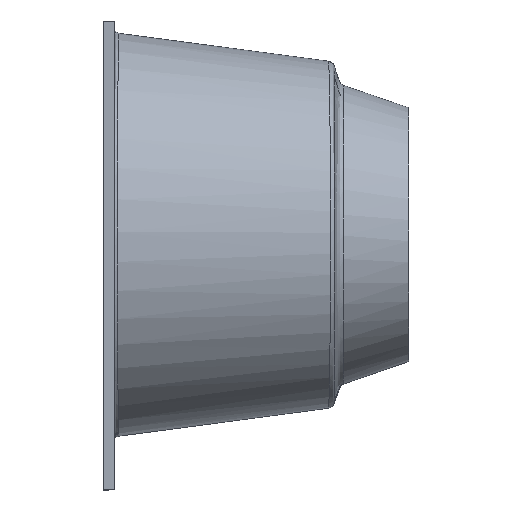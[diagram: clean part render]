
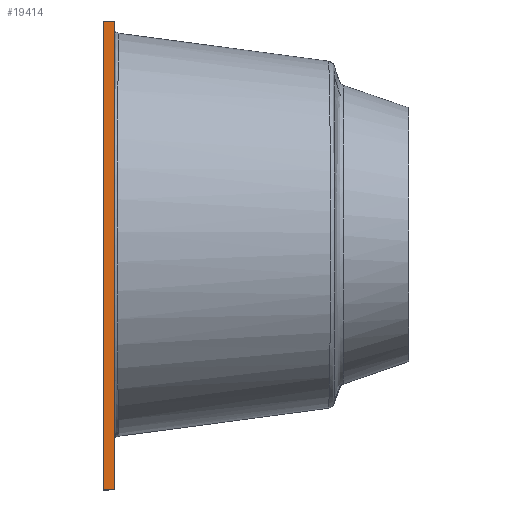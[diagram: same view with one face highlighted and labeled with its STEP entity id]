
A CAD part, left-side view. The second image highlights one B-rep face of the part: STEP entity #19414.
In plain terms, the highlighted planar face has unit normal (-1, 0, 0).
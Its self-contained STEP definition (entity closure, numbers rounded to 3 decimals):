
#2283 = CARTESIAN_POINT ( 'NONE',  ( -1200., 0., 700. ) ) ;
#2681 = ORIENTED_EDGE ( 'NONE', *, *, #17132, .T. ) ;
#2693 = CARTESIAN_POINT ( 'NONE',  ( -1200., 0., -501.774 ) ) ;
#2845 = DIRECTION ( 'NONE',  ( -1., 0., 0. ) ) ;
#3970 = VECTOR ( 'NONE', #17776, 1000. ) ;
#4607 = PLANE ( 'NONE',  #18252 ) ;
#5421 = VERTEX_POINT ( 'NONE', #2693 ) ;
#5712 = VERTEX_POINT ( 'NONE', #9236 ) ;
#6943 = CARTESIAN_POINT ( 'NONE',  ( -1200., -22., -501.774 ) ) ;
#7097 = LINE ( 'NONE', #16216, #16802 ) ;
#7466 = ORIENTED_EDGE ( 'NONE', *, *, #13247, .F. ) ;
#8023 = EDGE_CURVE ( 'NONE', #11556, #22011, #10403, .T. ) ;
#8117 = DIRECTION ( 'NONE',  ( 0., 0., 1. ) ) ;
#8358 = CARTESIAN_POINT ( 'NONE',  ( -1200., -40., 418.226 ) ) ;
#9236 = CARTESIAN_POINT ( 'NONE',  ( -1200., 0., 418.226 ) ) ;
#9828 = ORIENTED_EDGE ( 'NONE', *, *, #8023, .T. ) ;
#10403 = LINE ( 'NONE', #21514, #3970 ) ;
#11411 = FACE_OUTER_BOUND ( 'NONE', #17255, .T. ) ;
#11556 = VERTEX_POINT ( 'NONE', #6943 ) ;
#12210 = LINE ( 'NONE', #8358, #12988 ) ;
#12988 = VECTOR ( 'NONE', #22760, 1000. ) ;
#13247 = EDGE_CURVE ( 'NONE', #11556, #5421, #7097, .T. ) ;
#13394 = VECTOR ( 'NONE', #16224, 1000. ) ;
#16216 = CARTESIAN_POINT ( 'NONE',  ( -1200., -40., -501.774 ) ) ;
#16224 = DIRECTION ( 'NONE',  ( 0., 0., 1. ) ) ;
#16802 = VECTOR ( 'NONE', #21254, 1000. ) ;
#17132 = EDGE_CURVE ( 'NONE', #22011, #5712, #12210, .T. ) ;
#17255 = EDGE_LOOP ( 'NONE', ( #9828, #2681, #19391, #7466 ) ) ;
#17776 = DIRECTION ( 'NONE',  ( 0., 0., 1. ) ) ;
#18252 = AXIS2_PLACEMENT_3D ( 'NONE', #18773, #2845, #8117 ) ;
#18773 = CARTESIAN_POINT ( 'NONE',  ( -1200., -70., 700. ) ) ;
#19391 = ORIENTED_EDGE ( 'NONE', *, *, #22492, .F. ) ;
#19414 = ADVANCED_FACE ( 'NONE', ( #11411 ), #4607, .T. ) ;
#20945 = CARTESIAN_POINT ( 'NONE',  ( -1200., -22., 418.226 ) ) ;
#21254 = DIRECTION ( 'NONE',  ( 0., 1., 0. ) ) ;
#21514 = CARTESIAN_POINT ( 'NONE',  ( -1200., -22., 0. ) ) ;
#21609 = LINE ( 'NONE', #2283, #13394 ) ;
#22011 = VERTEX_POINT ( 'NONE', #20945 ) ;
#22492 = EDGE_CURVE ( 'NONE', #5421, #5712, #21609, .T. ) ;
#22760 = DIRECTION ( 'NONE',  ( 0., 1., 0. ) ) ;
